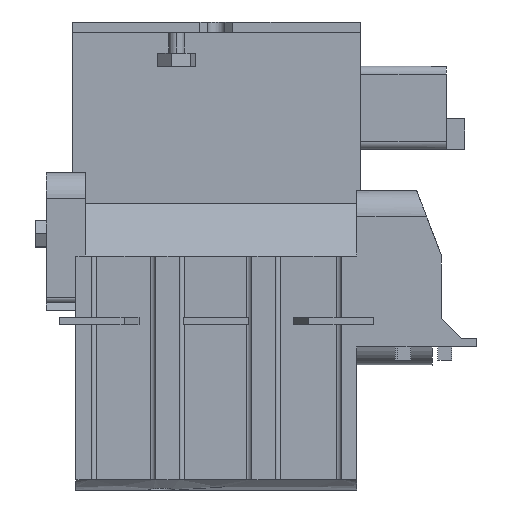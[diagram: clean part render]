
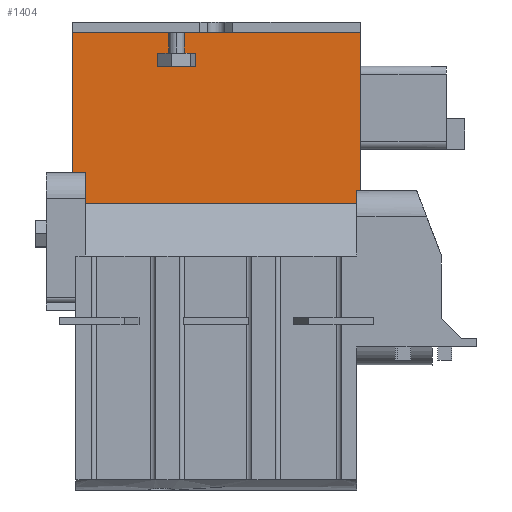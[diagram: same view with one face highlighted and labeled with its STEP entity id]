
A CAD part, left-side view. The second image highlights one B-rep face of the part: STEP entity #1404.
In plain terms, the highlighted planar face has unit normal (-1, 0, 0).
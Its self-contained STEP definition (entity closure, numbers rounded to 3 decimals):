
#19 = CARTESIAN_POINT ( 'NONE',  ( -35., -55.5, 0. ) ) ;
#57 = CARTESIAN_POINT ( 'NONE',  ( -35., -55.5, -61. ) ) ;
#228 = EDGE_CURVE ( 'NONE', #8632, #8599, #5544, .T. ) ;
#334 = VERTEX_POINT ( 'NONE', #19 ) ;
#572 = VECTOR ( 'NONE', #3979, 1000. ) ;
#802 = VERTEX_POINT ( 'NONE', #4485 ) ;
#803 = VECTOR ( 'NONE', #7191, 1000. ) ;
#944 = CARTESIAN_POINT ( 'NONE',  ( -35., -54., -176. ) ) ;
#1038 = ORIENTED_EDGE ( 'NONE', *, *, #228, .T. ) ;
#1107 = ORIENTED_EDGE ( 'NONE', *, *, #5715, .T. ) ;
#1186 = ORIENTED_EDGE ( 'NONE', *, *, #7695, .F. ) ;
#1404 = ADVANCED_FACE ( 'NONE', ( #7363 ), #5108, .F. ) ;
#1565 = VECTOR ( 'NONE', #9811, 1000. ) ;
#1573 = DIRECTION ( 'NONE',  ( 0., 0., -1. ) ) ;
#1620 = ORIENTED_EDGE ( 'NONE', *, *, #8625, .T. ) ;
#1897 = ORIENTED_EDGE ( 'NONE', *, *, #7578, .T. ) ;
#2017 = ORIENTED_EDGE ( 'NONE', *, *, #6576, .F. ) ;
#2106 = EDGE_CURVE ( 'NONE', #7528, #6475, #9161, .T. ) ;
#2290 = VECTOR ( 'NONE', #10214, 1000. ) ;
#2319 = EDGE_CURVE ( 'NONE', #3130, #334, #4866, .T. ) ;
#2377 = VERTEX_POINT ( 'NONE', #5366 ) ;
#2550 = CARTESIAN_POINT ( 'NONE',  ( -35., -55.5, -176. ) ) ;
#2563 = AXIS2_PLACEMENT_3D ( 'NONE', #2550, #10188, #1573 ) ;
#2716 = VERTEX_POINT ( 'NONE', #10159 ) ;
#3087 = VECTOR ( 'NONE', #8937, 1000. ) ;
#3130 = VERTEX_POINT ( 'NONE', #5835 ) ;
#3324 = DIRECTION ( 'NONE',  ( 0., -1., 0. ) ) ;
#3439 = LINE ( 'NONE', #3620, #7731 ) ;
#3513 = DIRECTION ( 'NONE',  ( 0., 0., 1. ) ) ;
#3620 = CARTESIAN_POINT ( 'NONE',  ( -35., 50.5, -176. ) ) ;
#3979 = DIRECTION ( 'NONE',  ( 0., 1., 0. ) ) ;
#4077 = DIRECTION ( 'NONE',  ( 0., 0., 1. ) ) ;
#4190 = VECTOR ( 'NONE', #3324, 1000. ) ;
#4276 = LINE ( 'NONE', #944, #8964 ) ;
#4398 = LINE ( 'NONE', #6387, #8700 ) ;
#4485 = CARTESIAN_POINT ( 'NONE',  ( -35., -55.5, -44.828 ) ) ;
#4558 = CARTESIAN_POINT ( 'NONE',  ( -35., 50.5, -66. ) ) ;
#4866 = LINE ( 'NONE', #7644, #2290 ) ;
#4896 = ORIENTED_EDGE ( 'NONE', *, *, #2106, .F. ) ;
#5108 = PLANE ( 'NONE',  #2563 ) ;
#5318 = VERTEX_POINT ( 'NONE', #10109 ) ;
#5366 = CARTESIAN_POINT ( 'NONE',  ( -35., 55.5, 0. ) ) ;
#5496 = DIRECTION ( 'NONE',  ( 0., 0., -1. ) ) ;
#5542 = ORIENTED_EDGE ( 'NONE', *, *, #2319, .T. ) ;
#5544 = LINE ( 'NONE', #8453, #4190 ) ;
#5603 = CARTESIAN_POINT ( 'NONE',  ( -35., -55.5, 0. ) ) ;
#5633 = ORIENTED_EDGE ( 'NONE', *, *, #6292, .T. ) ;
#5715 = EDGE_CURVE ( 'NONE', #2716, #5318, #6402, .T. ) ;
#5835 = CARTESIAN_POINT ( 'NONE',  ( -35., -55.5, -13.172 ) ) ;
#6025 = LINE ( 'NONE', #5603, #3087 ) ;
#6232 = ORIENTED_EDGE ( 'NONE', *, *, #9015, .T. ) ;
#6292 = EDGE_CURVE ( 'NONE', #7528, #802, #11021, .T. ) ;
#6337 = CARTESIAN_POINT ( 'NONE',  ( -35., -54., -61. ) ) ;
#6372 = CARTESIAN_POINT ( 'NONE',  ( -35., 55.5, -176. ) ) ;
#6387 = CARTESIAN_POINT ( 'NONE',  ( -35., -55.5, -176. ) ) ;
#6402 = LINE ( 'NONE', #10764, #1565 ) ;
#6440 = VECTOR ( 'NONE', #4077, 1000. ) ;
#6475 = VERTEX_POINT ( 'NONE', #6337 ) ;
#6576 = EDGE_CURVE ( 'NONE', #2716, #2377, #7113, .T. ) ;
#7113 = LINE ( 'NONE', #6372, #803 ) ;
#7191 = DIRECTION ( 'NONE',  ( 0., 0., 1. ) ) ;
#7363 = FACE_OUTER_BOUND ( 'NONE', #8013, .T. ) ;
#7528 = VERTEX_POINT ( 'NONE', #57 ) ;
#7578 = EDGE_CURVE ( 'NONE', #8599, #6475, #4276, .T. ) ;
#7644 = CARTESIAN_POINT ( 'NONE',  ( -35., -55.5, -176. ) ) ;
#7695 = EDGE_CURVE ( 'NONE', #3130, #802, #4398, .T. ) ;
#7731 = VECTOR ( 'NONE', #5496, 1000. ) ;
#7882 = CARTESIAN_POINT ( 'NONE',  ( -35., -54., -66. ) ) ;
#8013 = EDGE_LOOP ( 'NONE', ( #1620, #1038, #1897, #4896, #5633, #1186, #5542, #6232, #2017, #1107 ) ) ;
#8324 = CARTESIAN_POINT ( 'NONE',  ( -35., -55.5, -176. ) ) ;
#8339 = CARTESIAN_POINT ( 'NONE',  ( -35., -55.5, -61. ) ) ;
#8453 = CARTESIAN_POINT ( 'NONE',  ( -35., -55.5, -66. ) ) ;
#8599 = VERTEX_POINT ( 'NONE', #7882 ) ;
#8625 = EDGE_CURVE ( 'NONE', #5318, #8632, #3439, .T. ) ;
#8632 = VERTEX_POINT ( 'NONE', #4558 ) ;
#8700 = VECTOR ( 'NONE', #8940, 1000. ) ;
#8937 = DIRECTION ( 'NONE',  ( 0., 1., 0. ) ) ;
#8940 = DIRECTION ( 'NONE',  ( 0., 0., -1. ) ) ;
#8964 = VECTOR ( 'NONE', #3513, 1000. ) ;
#9015 = EDGE_CURVE ( 'NONE', #334, #2377, #6025, .T. ) ;
#9161 = LINE ( 'NONE', #8339, #572 ) ;
#9811 = DIRECTION ( 'NONE',  ( 0., -1., 0. ) ) ;
#10109 = CARTESIAN_POINT ( 'NONE',  ( -35., 50.5, -54. ) ) ;
#10159 = CARTESIAN_POINT ( 'NONE',  ( -35., 55.5, -54. ) ) ;
#10188 = DIRECTION ( 'NONE',  ( 1., 0., 0. ) ) ;
#10214 = DIRECTION ( 'NONE',  ( 0., 0., 1. ) ) ;
#10764 = CARTESIAN_POINT ( 'NONE',  ( -35., -55.5, -54. ) ) ;
#11021 = LINE ( 'NONE', #8324, #6440 ) ;
